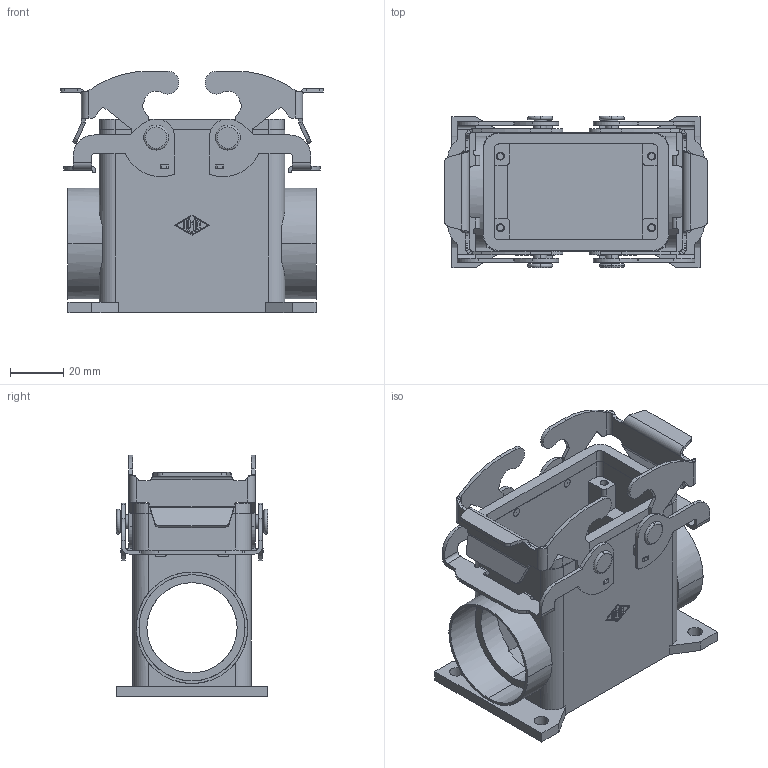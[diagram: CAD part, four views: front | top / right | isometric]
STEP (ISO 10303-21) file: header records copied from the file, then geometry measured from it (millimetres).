
FILE_DESCRIPTION(('Creo Elements/Direct Modeling STEP Export'),'2;1');
FILE_NAME('0ln7uvk49a7mub84008','2017-02-20T15:27:51',(''),(''),'PTC Creo Elements/Direct Modeling STEP processor for AP214 (Solid Model)','PTC Creo Elements/Direct Modeling 19.0E 27-Jun-2016 (C) Parametric Technology GmbH','');
FILE_SCHEMA(('AUTOMOTIVE_DESIGN { 1 0 10303 214 1 1 1 1 }'));
Length unit declared in the file: millimetre
Products named in the file (1): M7APE_10.240
Bounding box: 98.97 x 57 x 91 mm (x, y, z)
Volume: 90817.5 mm3; surface area: 59758.1 mm2
Topology: 1 solids, 1 shells, 617 faces, 1710 edges, 1125 vertices
Faces by surface type: plane 299, cylinder 272, bspline 28, torus 10, cone 8
Entity records: 31200 total; most frequent: CARTESIAN_POINT 10396, ORIENTED_EDGE 3404, DIRECTION 3219, EDGE_CURVE 1702, VERTEX_POINT 1125, AXIS2_PLACEMENT_3D 1084, VECTOR 1051, LINE 1051
